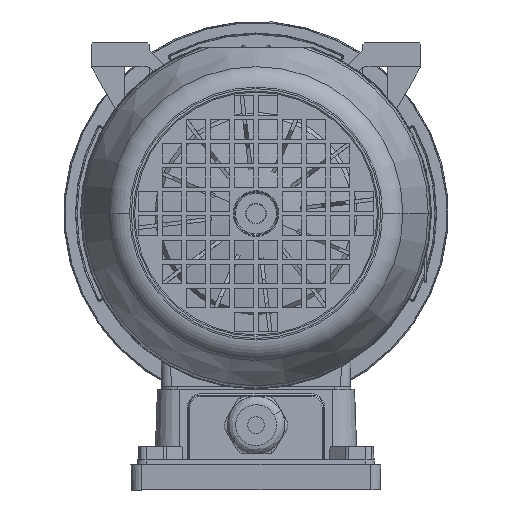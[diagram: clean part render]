
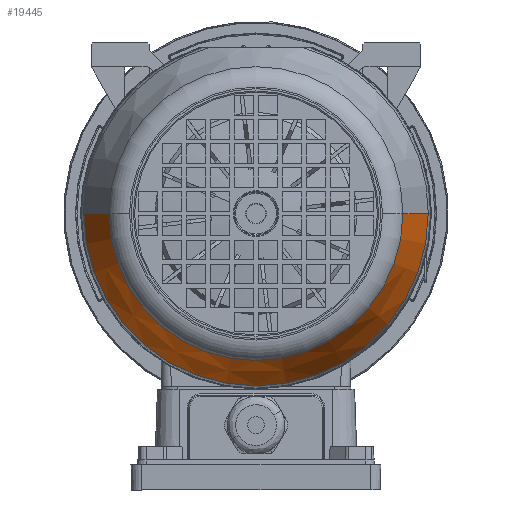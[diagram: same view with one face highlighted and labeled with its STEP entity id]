
A CAD part, left-side view. The second image highlights one B-rep face of the part: STEP entity #19445.
In plain terms, the highlighted conical face has half-angle 23.629 degrees and reference radius 58.5 mm.
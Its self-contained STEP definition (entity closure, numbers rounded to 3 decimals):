
#5227 = ORIENTED_EDGE ( 'NONE', *, *, #42907, .T. ) ;
#9298 = DIRECTION ( 'NONE',  ( -1., 0., 0. ) ) ;
#10638 = VERTEX_POINT ( 'NONE', #38311 ) ;
#15147 = CIRCLE ( 'NONE', #59523, 71.662 ) ;
#15500 = ORIENTED_EDGE ( 'NONE', *, *, #79705, .T. ) ;
#18380 = DIRECTION ( 'NONE',  ( -1., 0., 0. ) ) ;
#19445 = ADVANCED_FACE ( 'NONE', ( #52004 ), #68903, .T. ) ;
#22934 = EDGE_LOOP ( 'NONE', ( #15500, #5227, #93443, #66958 ) ) ;
#28126 = AXIS2_PLACEMENT_3D ( 'NONE', #61808, #18380, #53675 ) ;
#29507 = CIRCLE ( 'NONE', #53565, 61.121 ) ;
#32833 = VERTEX_POINT ( 'NONE', #54241 ) ;
#33742 = VERTEX_POINT ( 'NONE', #97122 ) ;
#36147 = CARTESIAN_POINT ( 'NONE',  ( 70., 0., 58.5 ) ) ;
#36805 = EDGE_CURVE ( 'NONE', #33742, #32833, #62755, .T. ) ;
#38161 = CARTESIAN_POINT ( 'NONE',  ( 64.008, 0., 0. ) ) ;
#38195 = VERTEX_POINT ( 'NONE', #54365 ) ;
#38311 = CARTESIAN_POINT ( 'NONE',  ( 64.008, 0., -61.121 ) ) ;
#42907 = EDGE_CURVE ( 'NONE', #10638, #38195, #86292, .T. ) ;
#52004 = FACE_OUTER_BOUND ( 'NONE', #22934, .T. ) ;
#52680 = DIRECTION ( 'NONE',  ( -0.916, 0., -0.401 ) ) ;
#53139 = VECTOR ( 'NONE', #52680, 1000. ) ;
#53565 = AXIS2_PLACEMENT_3D ( 'NONE', #38161, #9298, #81018 ) ;
#53675 = DIRECTION ( 'NONE',  ( 0., 0., 1. ) ) ;
#54241 = CARTESIAN_POINT ( 'NONE',  ( 39.916, 0., 71.662 ) ) ;
#54365 = CARTESIAN_POINT ( 'NONE',  ( 39.916, 0., -71.662 ) ) ;
#59523 = AXIS2_PLACEMENT_3D ( 'NONE', #113190, #79513, #105056 ) ;
#61366 = CARTESIAN_POINT ( 'NONE',  ( 70., 0., -58.5 ) ) ;
#61808 = CARTESIAN_POINT ( 'NONE',  ( 70., 0., 0. ) ) ;
#62755 = LINE ( 'NONE', #36147, #94956 ) ;
#66958 = ORIENTED_EDGE ( 'NONE', *, *, #36805, .F. ) ;
#68903 = CONICAL_SURFACE ( 'NONE', #28126, 58.5, 0.412 ) ;
#71430 = DIRECTION ( 'NONE',  ( -0.916, 0., 0.401 ) ) ;
#74338 = EDGE_CURVE ( 'NONE', #38195, #32833, #15147, .T. ) ;
#79513 = DIRECTION ( 'NONE',  ( 1., 0., 0. ) ) ;
#79705 = EDGE_CURVE ( 'NONE', #33742, #10638, #29507, .T. ) ;
#81018 = DIRECTION ( 'NONE',  ( 0., 0., -1. ) ) ;
#86292 = LINE ( 'NONE', #61366, #53139 ) ;
#93443 = ORIENTED_EDGE ( 'NONE', *, *, #74338, .T. ) ;
#94956 = VECTOR ( 'NONE', #71430, 1000. ) ;
#97122 = CARTESIAN_POINT ( 'NONE',  ( 64.008, 0., 61.121 ) ) ;
#105056 = DIRECTION ( 'NONE',  ( 0., 0., -1. ) ) ;
#113190 = CARTESIAN_POINT ( 'NONE',  ( 39.916, 0., 0. ) ) ;
